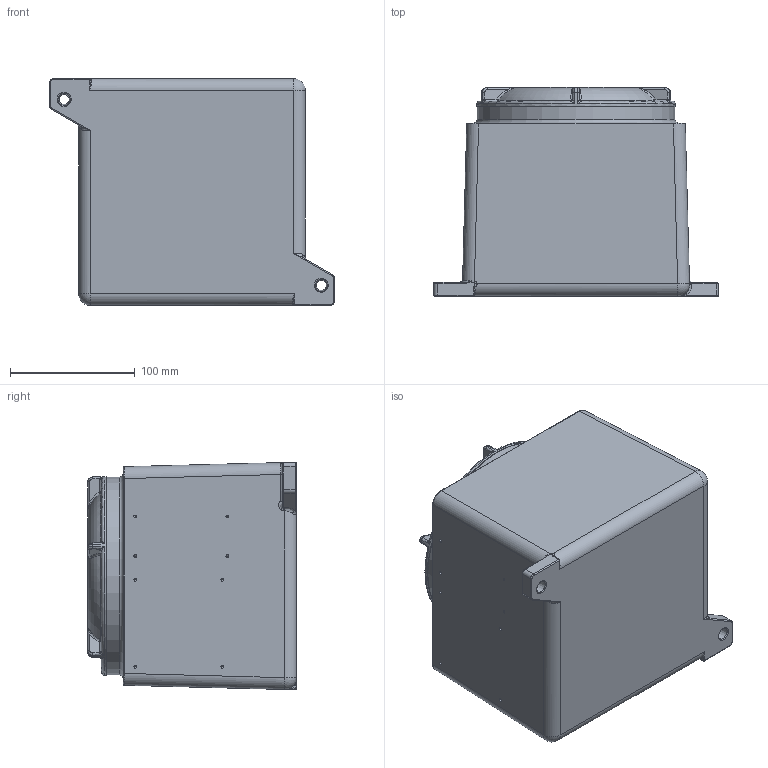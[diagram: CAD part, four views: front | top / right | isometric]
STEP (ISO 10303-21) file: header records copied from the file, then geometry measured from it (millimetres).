
FILE_DESCRIPTION(/* description */ ('GRM BOX WITH GL-375'),/* implementation_level */ '2;1');
FILE_NAME(/* name */ 'KIL_GRM-375.stp',/* time_stamp */ '2017-12-18T11:16:09+06:00',/* author */ ('ypadmaraja'),/* organization */ (''),/* preprocessor_version */ 'ST-DEVELOPER v16.13',/* originating_system */ 'Autodesk Inventor 2018',/* authorisation */ '');
FILE_SCHEMA (('AUTOMOTIVE_DESIGN { 1 0 10303 214 3 1 1 }'));
Products named in the file (3): GRM-375; 17801; 17802
Assembly tree (2 placements, depth 2):
  GRM-375
    17801
    17802
Bounding box: 228.56 x 167.48 x 182.14 mm (x, y, z)
Volume: 1946120.6 mm3; surface area: 323107.2 mm2
Topology: 2 solids, 2 shells, 3129 faces, 8408 edges, 5534 vertices
Faces by surface type: plane 1910, bspline 1058, cylinder 94, torus 28, sphere 22, cone 17
Full cylindrical faces by diameter (mm): 2.184 x8, 3.683 x1, 122.042 x1, 134.353 x1, 137.935 x1, 141.086 x1, 145.263 x1, 158.75 x1
Entity records: 104568 total; most frequent: CARTESIAN_POINT 33312, ORIENTED_EDGE 16658, DIRECTION 10822, EDGE_CURVE 8329, LINE 5904, VECTOR 5904, VERTEX_POINT 5507, EDGE_LOOP 3438
